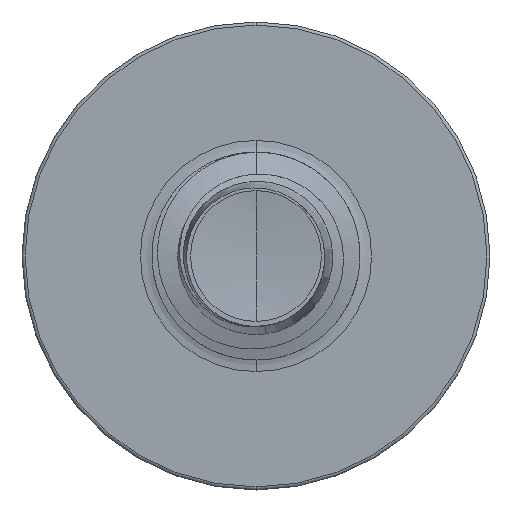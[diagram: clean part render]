
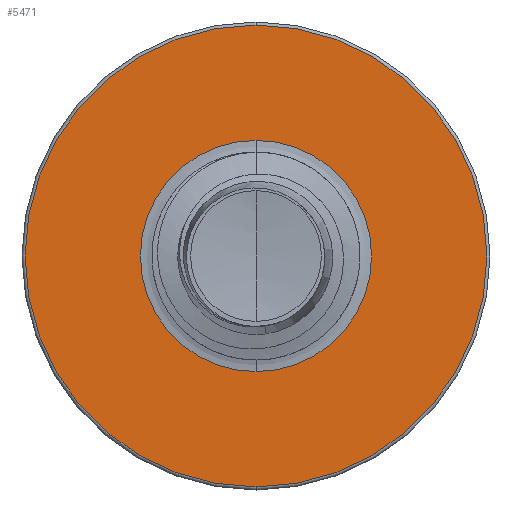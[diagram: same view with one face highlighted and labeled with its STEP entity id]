
A CAD part, front view. The second image highlights one B-rep face of the part: STEP entity #5471.
In plain terms, the highlighted planar face has unit normal (0, -1, 0).
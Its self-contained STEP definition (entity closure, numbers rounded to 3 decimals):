
#62 = CIRCLE ( 'NONE', #8336, 2.22 ) ;
#565 = ORIENTED_EDGE ( 'NONE', *, *, #1015, .F. ) ;
#750 = DIRECTION ( 'NONE',  ( 0., 0., 1. ) ) ;
#779 = DIRECTION ( 'NONE',  ( 0., 1., 0. ) ) ;
#798 = CARTESIAN_POINT ( 'NONE',  ( 0., 2.25, 0. ) ) ;
#1015 = EDGE_CURVE ( 'NONE', #6551, #8849, #4280, .T. ) ;
#1136 = CARTESIAN_POINT ( 'NONE',  ( 0., 2.25, 0. ) ) ;
#2420 = CARTESIAN_POINT ( 'NONE',  ( 0., 2.25, 1.112 ) ) ;
#2755 = DIRECTION ( 'NONE',  ( 0., 0., 1. ) ) ;
#2789 = CARTESIAN_POINT ( 'NONE',  ( 0., 2.25, -1.112 ) ) ;
#3459 = AXIS2_PLACEMENT_3D ( 'NONE', #798, #779, #750 ) ;
#3835 = FACE_OUTER_BOUND ( 'NONE', #7619, .T. ) ;
#3989 = CARTESIAN_POINT ( 'NONE',  ( 0., 2.25, -1.112 ) ) ;
#4280 = CIRCLE ( 'NONE', #4384, 2.22 ) ;
#4384 = AXIS2_PLACEMENT_3D ( 'NONE', #1136, #8755, #8400 ) ;
#4579 = CARTESIAN_POINT ( 'NONE',  ( 0., 2.25, 0. ) ) ;
#5256 = EDGE_CURVE ( 'NONE', #9157, #8487, #6389, .T. ) ;
#5340 = CIRCLE ( 'NONE', #9936, 1.112 ) ;
#5448 = DIRECTION ( 'NONE',  ( 0., 0., 1. ) ) ;
#5471 = ADVANCED_FACE ( 'NONE', ( #3835, #9286 ), #9831, .F. ) ;
#5558 = DIRECTION ( 'NONE',  ( 0., 1., 0. ) ) ;
#6230 = ORIENTED_EDGE ( 'NONE', *, *, #5256, .T. ) ;
#6270 = CARTESIAN_POINT ( 'NONE',  ( 0., 2.25, 2.22 ) ) ;
#6380 = CARTESIAN_POINT ( 'NONE',  ( 0., 2.25, -2.22 ) ) ;
#6389 = CIRCLE ( 'NONE', #3459, 1.112 ) ;
#6517 = DIRECTION ( 'NONE',  ( 0., 1., 0. ) ) ;
#6551 = VERTEX_POINT ( 'NONE', #6270 ) ;
#7619 = EDGE_LOOP ( 'NONE', ( #565, #9020 ) ) ;
#7815 = ORIENTED_EDGE ( 'NONE', *, *, #8780, .T. ) ;
#8336 = AXIS2_PLACEMENT_3D ( 'NONE', #9270, #5558, #9962 ) ;
#8400 = DIRECTION ( 'NONE',  ( 0., 0., 1. ) ) ;
#8487 = VERTEX_POINT ( 'NONE', #2420 ) ;
#8755 = DIRECTION ( 'NONE',  ( 0., 1., 0. ) ) ;
#8780 = EDGE_CURVE ( 'NONE', #8487, #9157, #5340, .T. ) ;
#8805 = EDGE_CURVE ( 'NONE', #8849, #6551, #62, .T. ) ;
#8849 = VERTEX_POINT ( 'NONE', #6380 ) ;
#9020 = ORIENTED_EDGE ( 'NONE', *, *, #8805, .F. ) ;
#9157 = VERTEX_POINT ( 'NONE', #3989 ) ;
#9207 = DIRECTION ( 'NONE',  ( 0., 1., 0. ) ) ;
#9270 = CARTESIAN_POINT ( 'NONE',  ( 0., 2.25, 0. ) ) ;
#9286 = FACE_BOUND ( 'NONE', #9506, .T. ) ;
#9506 = EDGE_LOOP ( 'NONE', ( #7815, #6230 ) ) ;
#9831 = PLANE ( 'NONE',  #9992 ) ;
#9936 = AXIS2_PLACEMENT_3D ( 'NONE', #4579, #9207, #5448 ) ;
#9962 = DIRECTION ( 'NONE',  ( 0., 0., 1. ) ) ;
#9992 = AXIS2_PLACEMENT_3D ( 'NONE', #2789, #6517, #2755 ) ;
